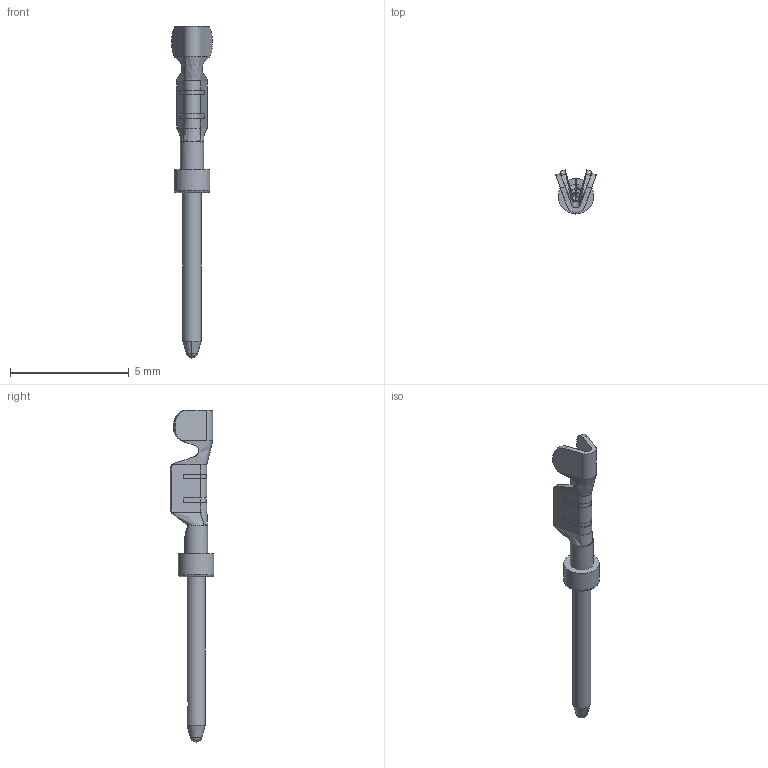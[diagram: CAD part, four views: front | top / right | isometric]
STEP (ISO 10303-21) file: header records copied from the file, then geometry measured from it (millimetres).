
FILE_DESCRIPTION (( 'STEP AP214' ), '1' );
FILE_NAME ('637-292-271.STEP', '2020-09-18T16:03:39', ( '' ), ( '' ), 'SwSTEP 2.0', 'SolidWorks 2020', '' );
FILE_SCHEMA (( 'AUTOMOTIVE_DESIGN' ));
Length unit declared in the file: millimetre
Products named in the file (1): 637-292-271
Bounding box: 1.7 x 1.84 x 13.96 mm (x, y, z)
Volume: 6.7 mm3; surface area: 74.7 mm2
Topology: 1 solids, 1 shells, 112 faces, 321 edges, 211 vertices
Faces by surface type: plane 56, cylinder 26, bspline 17, torus 6, cone 4, sphere 3
Entity records: 4994 total; most frequent: CARTESIAN_POINT 2180, ORIENTED_EDGE 642, DIRECTION 476, EDGE_CURVE 321, VERTEX_POINT 211, LINE 162, VECTOR 162, AXIS2_PLACEMENT_3D 157
